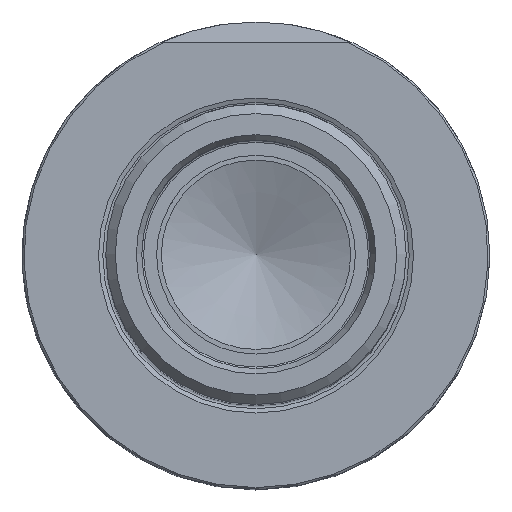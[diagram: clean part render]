
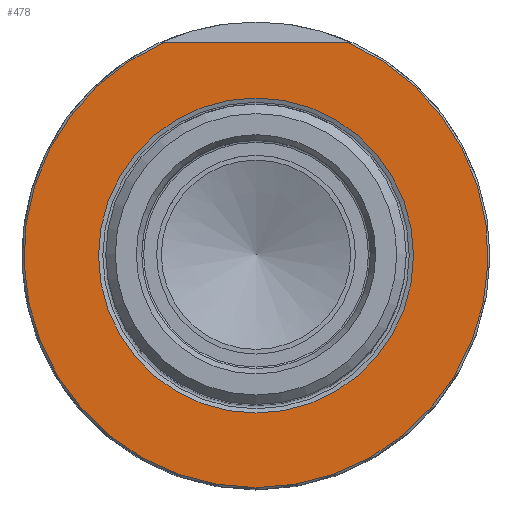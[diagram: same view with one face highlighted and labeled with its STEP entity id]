
A CAD part, top view. The second image highlights one B-rep face of the part: STEP entity #478.
In plain terms, the highlighted planar face has unit normal (0, 0, 1).
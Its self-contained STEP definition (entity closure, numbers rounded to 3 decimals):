
#213=PLANE('',#4677);
#312=FACE_BOUND('',#1019,.T.);
#313=FACE_BOUND('',#1020,.T.);
#478=ADVANCED_FACE('CN_SU_1',(#312,#313),#213,.F.);
#1019=EDGE_LOOP('',(#2253));
#1020=EDGE_LOOP('',(#2254,#2255));
#1320=CIRCLE('',#4675,16.646);
#1321=CIRCLE('',#4676,24.525);
#1463=LINE('',#7325,#1686);
#1686=VECTOR('',#5279,1.);
#2253=ORIENTED_EDGE('',*,*,#3893,.F.);
#2254=ORIENTED_EDGE('',*,*,#3877,.T.);
#2255=ORIENTED_EDGE('',*,*,#3894,.T.);
#3430=VERTEX_POINT('',#7326);
#3431=VERTEX_POINT('',#7327);
#3444=VERTEX_POINT('',#7365);
#3877=EDGE_CURVE('',#3430,#3431,#1463,.T.);
#3893=EDGE_CURVE('',#3444,#3444,#1320,.T.);
#3894=EDGE_CURVE('',#3431,#3430,#1321,.T.);
#4675=AXIS2_PLACEMENT_3D('',#7364,#5307,#5308);
#4676=AXIS2_PLACEMENT_3D('',#7366,#5309,#5310);
#4677=AXIS2_PLACEMENT_3D('',#7367,#5311,#5312);
#5279=DIRECTION('',(-1.,0.,0.));
#5307=DIRECTION('',(0.,0.,1.));
#5308=DIRECTION('',(1.,0.,0.));
#5309=DIRECTION('',(0.,0.,1.));
#5310=DIRECTION('',(-1.,0.,0.));
#5311=DIRECTION('',(0.,0.,-1.));
#5312=DIRECTION('',(-1.,0.,0.));
#7325=CARTESIAN_POINT('',(50.,22.5,0.));
#7326=CARTESIAN_POINT('',(9.758,22.5,0.));
#7327=CARTESIAN_POINT('',(-9.758,22.5,0.));
#7364=CARTESIAN_POINT('',(0.,0.,0.));
#7365=CARTESIAN_POINT('',(16.646,0.,0.));
#7366=CARTESIAN_POINT('',(0.,0.,0.));
#7367=CARTESIAN_POINT('',(0.,-24.725,0.));
